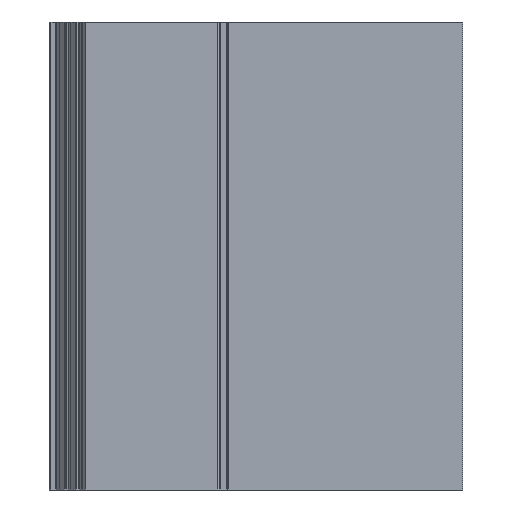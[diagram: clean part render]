
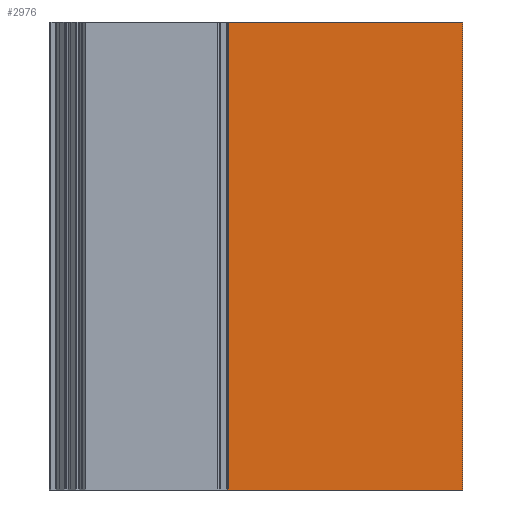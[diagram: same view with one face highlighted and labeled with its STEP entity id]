
A CAD part, left-side view. The second image highlights one B-rep face of the part: STEP entity #2976.
In plain terms, the highlighted planar face has unit normal (-1, 0, 0).
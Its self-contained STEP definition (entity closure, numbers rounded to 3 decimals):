
#513=CARTESIAN_POINT('',(-269.262,277.948,570.032));
#514=VERTEX_POINT('',#513);
#522=CARTESIAN_POINT('',(-269.262,227.797,570.032));
#523=VERTEX_POINT('',#522);
#524=CARTESIAN_POINT('',(-269.262,277.948,570.032));
#525=DIRECTION('',(0.,-1.,-0.));
#526=VECTOR('',#525,50.152);
#527=LINE('',#524,#526);
#528=EDGE_CURVE('',#514,#523,#527,.T.);
#1662=CARTESIAN_POINT('',(-269.262,227.797,470.032));
#1663=VERTEX_POINT('',#1662);
#1670=CARTESIAN_POINT('',(-269.262,277.948,470.032));
#1671=VERTEX_POINT('',#1670);
#1672=CARTESIAN_POINT('',(-269.262,277.948,470.032));
#1673=DIRECTION('',(0.,-1.,-0.));
#1674=VECTOR('',#1673,50.152);
#1675=LINE('',#1672,#1674);
#1676=EDGE_CURVE('',#1671,#1663,#1675,.T.);
#2092=CARTESIAN_POINT('',(-269.262,227.797,570.032));
#2093=DIRECTION('',(0.,0.,-1.));
#2094=VECTOR('',#2093,100.);
#2095=LINE('',#2092,#2094);
#2096=EDGE_CURVE('',#523,#1663,#2095,.T.);
#2954=CARTESIAN_POINT('',(-269.262,277.948,570.032));
#2955=DIRECTION('',(0.,0.,-1.));
#2956=VECTOR('',#2955,100.);
#2957=LINE('',#2954,#2956);
#2958=EDGE_CURVE('',#514,#1671,#2957,.T.);
#2965=CARTESIAN_POINT('',(-269.262,277.948,470.032));
#2966=DIRECTION('',(1.,0.,-0.));
#2967=DIRECTION('',(0.,1.,0.));
#2968=AXIS2_PLACEMENT_3D('',#2965,#2966,#2967);
#2969=PLANE('',#2968);
#2970=ORIENTED_EDGE('',*,*,#2958,.T.);
#2971=ORIENTED_EDGE('',*,*,#1676,.T.);
#2972=ORIENTED_EDGE('',*,*,#2096,.F.);
#2973=ORIENTED_EDGE('',*,*,#528,.F.);
#2974=EDGE_LOOP('',(#2970,#2971,#2972,#2973));
#2975=FACE_BOUND('',#2974,.T.);
#2976=ADVANCED_FACE('',(#2975),#2969,.F.);
